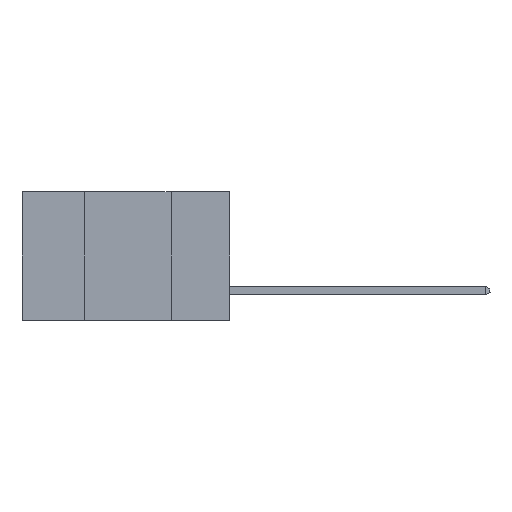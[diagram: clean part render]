
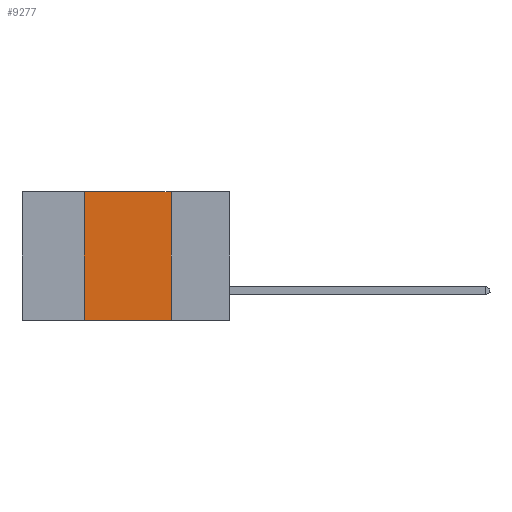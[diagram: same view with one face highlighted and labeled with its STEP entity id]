
A CAD part, left-side view. The second image highlights one B-rep face of the part: STEP entity #9277.
In plain terms, the highlighted planar face has unit normal (-1, 0, 0).
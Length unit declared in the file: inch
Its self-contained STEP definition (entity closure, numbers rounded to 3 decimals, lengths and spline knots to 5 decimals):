
#435 = AXIS2_PLACEMENT_3D ( 'NONE', #602, #15186, #7242 ) ;
#602 = CARTESIAN_POINT ( 'NONE',  ( 0., 0.6, 0. ) ) ;
#703 = EDGE_CURVE ( 'NONE', #13791, #1634, #14410, .T. ) ;
#1032 = LINE ( 'NONE', #10118, #14357 ) ;
#1634 = VERTEX_POINT ( 'NONE', #13590 ) ;
#4639 = EDGE_LOOP ( 'NONE', ( #5268, #9427, #16219, #9050 ) ) ;
#4927 = VECTOR ( 'NONE', #15739, 39.37008 ) ;
#4961 = DIRECTION ( 'NONE',  ( 0., 0., -1. ) ) ;
#5268 = ORIENTED_EDGE ( 'NONE', *, *, #7729, .F. ) ;
#6090 = DIRECTION ( 'NONE',  ( 0., -1., 0. ) ) ;
#7127 = PLANE ( 'NONE',  #435 ) ;
#7242 = DIRECTION ( 'NONE',  ( 0., 0., -1. ) ) ;
#7685 = EDGE_CURVE ( 'NONE', #9723, #17096, #10145, .T. ) ;
#7729 = EDGE_CURVE ( 'NONE', #17096, #1634, #17245, .T. ) ;
#8350 = CARTESIAN_POINT ( 'NONE',  ( 0., 0.42, -0.37 ) ) ;
#8842 = CARTESIAN_POINT ( 'NONE',  ( 0., 0.6, 0. ) ) ;
#9050 = ORIENTED_EDGE ( 'NONE', *, *, #703, .T. ) ;
#9277 = ADVANCED_FACE ( 'NONE', ( #15054 ), #7127, .F. ) ;
#9427 = ORIENTED_EDGE ( 'NONE', *, *, #7685, .F. ) ;
#9723 = VERTEX_POINT ( 'NONE', #16108 ) ;
#9954 = CARTESIAN_POINT ( 'NONE',  ( 0., 0.6, -0.37 ) ) ;
#10118 = CARTESIAN_POINT ( 'NONE',  ( 0., 0.42, 0. ) ) ;
#10145 = LINE ( 'NONE', #8842, #4927 ) ;
#10234 = DIRECTION ( 'NONE',  ( 0., 0., 1. ) ) ;
#11764 = CARTESIAN_POINT ( 'NONE',  ( 0., 0.17, 0. ) ) ;
#13143 = VECTOR ( 'NONE', #6090, 39.37008 ) ;
#13590 = CARTESIAN_POINT ( 'NONE',  ( 0., 0.17, -0.37 ) ) ;
#13791 = VERTEX_POINT ( 'NONE', #8350 ) ;
#14357 = VECTOR ( 'NONE', #10234, 39.37008 ) ;
#14410 = LINE ( 'NONE', #9954, #13143 ) ;
#15054 = FACE_OUTER_BOUND ( 'NONE', #4639, .T. ) ;
#15186 = DIRECTION ( 'NONE',  ( 1., 0., 0. ) ) ;
#15739 = DIRECTION ( 'NONE',  ( 0., -1., 0. ) ) ;
#15820 = CARTESIAN_POINT ( 'NONE',  ( 0., 0.17, 0. ) ) ;
#16108 = CARTESIAN_POINT ( 'NONE',  ( 0., 0.42, 0. ) ) ;
#16172 = VECTOR ( 'NONE', #4961, 39.37008 ) ;
#16219 = ORIENTED_EDGE ( 'NONE', *, *, #16415, .F. ) ;
#16415 = EDGE_CURVE ( 'NONE', #13791, #9723, #1032, .T. ) ;
#17096 = VERTEX_POINT ( 'NONE', #15820 ) ;
#17245 = LINE ( 'NONE', #11764, #16172 ) ;
